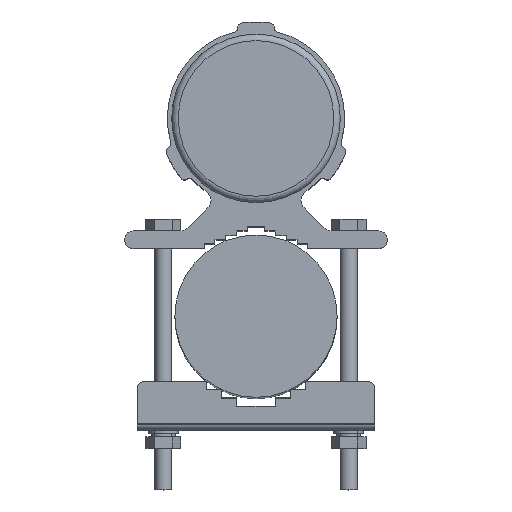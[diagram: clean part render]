
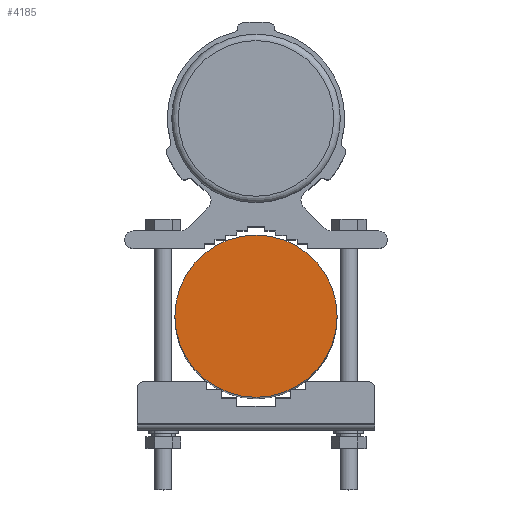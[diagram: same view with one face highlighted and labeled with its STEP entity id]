
A CAD part, top view. The second image highlights one B-rep face of the part: STEP entity #4185.
In plain terms, the highlighted planar face has unit normal (0, 0, 1).
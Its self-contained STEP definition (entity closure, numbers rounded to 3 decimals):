
#1077 = VERTEX_POINT ( 'NONE', #9894 ) ;
#4072 = AXIS2_PLACEMENT_3D ( 'NONE', #8478, #5928, #9165 ) ;
#4185 = ADVANCED_FACE ( 'NONE', ( #7216 ), #6368, .T. ) ;
#4517 = ORIENTED_EDGE ( 'NONE', *, *, #7165, .T. ) ;
#4608 = CARTESIAN_POINT ( 'NONE',  ( 0., -90.05, 173.9 ) ) ;
#4742 = CIRCLE ( 'NONE', #4072, 37.622 ) ;
#4996 = EDGE_LOOP ( 'NONE', ( #4517 ) ) ;
#5513 = DIRECTION ( 'NONE',  ( 0., 0., 1. ) ) ;
#5928 = DIRECTION ( 'NONE',  ( 0., 0., 1. ) ) ;
#6368 = PLANE ( 'NONE',  #8855 ) ;
#7165 = EDGE_CURVE ( 'NONE', #1077, #1077, #4742, .T. ) ;
#7216 = FACE_OUTER_BOUND ( 'NONE', #4996, .T. ) ;
#7848 = DIRECTION ( 'NONE',  ( 1., 0., 0. ) ) ;
#8478 = CARTESIAN_POINT ( 'NONE',  ( 0., -90.05, 173.9 ) ) ;
#8855 = AXIS2_PLACEMENT_3D ( 'NONE', #4608, #5513, #7848 ) ;
#9165 = DIRECTION ( 'NONE',  ( 1., 0., 0. ) ) ;
#9894 = CARTESIAN_POINT ( 'NONE',  ( 37.622, -90.05, 173.9 ) ) ;
